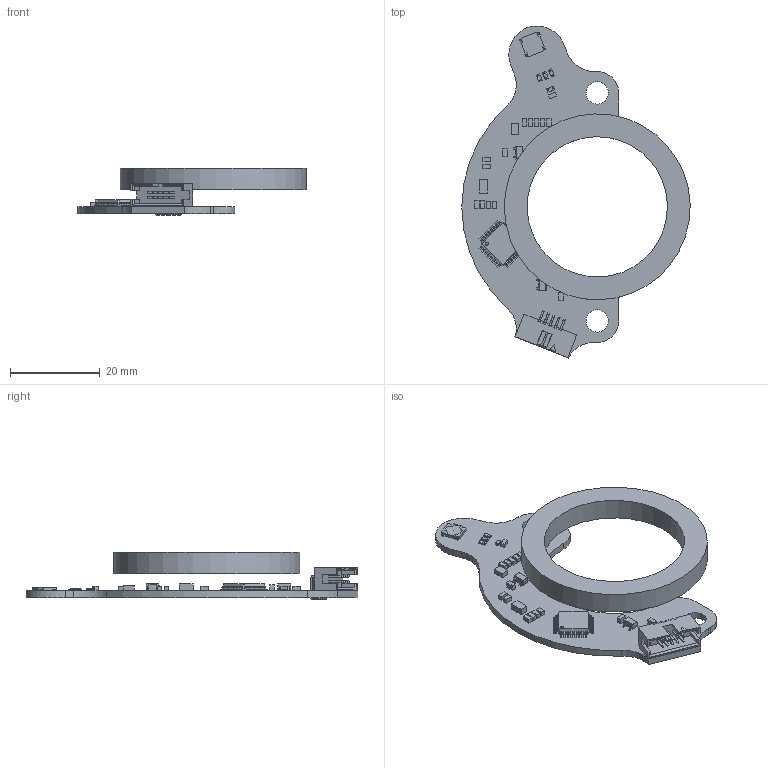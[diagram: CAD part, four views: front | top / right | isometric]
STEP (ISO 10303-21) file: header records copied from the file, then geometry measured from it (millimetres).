
FILE_DESCRIPTION(/* description */ (''),/* implementation_level */ '2;1');
FILE_NAME(/* name */ 'LP-001-1_with_magnet.stp',/* time_stamp */ '2019-11-21T08:17:12-05:00',/* author */ ('ajlapp'),/* organization */ (''),/* preprocessor_version */ 'ST-DEVELOPER v17',/* originating_system */ 'Autodesk Inventor 2019',/* authorisation */ '');
FILE_SCHEMA (('AUTOMOTIVE_DESIGN { 1 0 10303 214 3 1 1 }'));
Products named in the file (55): lp-001-1_with_magnet; lamprey_abs_encoder_v1.2_kit; Board; U1; User_Library-lqfp32-1; D4; 5233791936; Extruded; S1; TL3315NFxxxQ; P1; 3221-10-0200; C6; 6528128320; Extruded_1; C5; 6321417152; Extruded_2; U4; U2; sot-23-3; C3; R7; R6; R4; C8; C4; C7; 6321415616; Extruded_5; D2; R1; R2; R3; U3; 7720640832; Extruded_6; C9; 6546742272; Extruded_3 ...
Assembly tree (67 placements, depth 5):
  lp-001-1_with_magnet
    lamprey_abs_encoder_v1.2_kit
      Board
      U1
        User_Library-lqfp32-1
      D4
        5233791936
          Extruded
      S1
        TL3315NFxxxQ
      P1
        3221-10-0200
      C6
        6528128320
          Extruded_1
      C5
        6321417152
          Extruded_2
      U4
        sot-23-3
      U2
        sot-23-3
      C3
        6546742272
          Extruded_3
      R7
        6528130624
          Extruded_4
      R6
        6528130624
          Extruded_4
      R4
        6528130624
          Extruded_4
      C8
        6321415616
          Extruded_5
      C4
        6546742272
          Extruded_3
      C7
        6321415616
          Extruded_5
      D2
        STEP-WL-SMCD-0603-rev1
          housing
          cover
          base-oa0
          base
      R1
        6528130624
          Extruded_4
      R2
        6528130624
          Extruded_4
      R3
        6528130624
          Extruded_4
      U3
        7720640832
Bounding box: 50.85 x 73.92 x 10.64 mm (x, y, z)
Volume: 4965.8 mm3; surface area: 6362.3 mm2
Topology: 41 solids, 276 shells, 1473 faces, 4420 edges, 3243 vertices
Faces by surface type: plane 1147, cylinder 290, sphere 34, cone 2
Full cylindrical faces by diameter (mm): 0.15 x4, 4.978 x2, 31.242 x1, 41.402 x1
Entity records: 40021 total; most frequent: CARTESIAN_POINT 7505, DIRECTION 6139, ORIENTED_EDGE 5614, EDGE_CURVE 3353, LINE 2839, VECTOR 2839, VERTEX_POINT 2582, AXIS2_PLACEMENT_3D 1650
